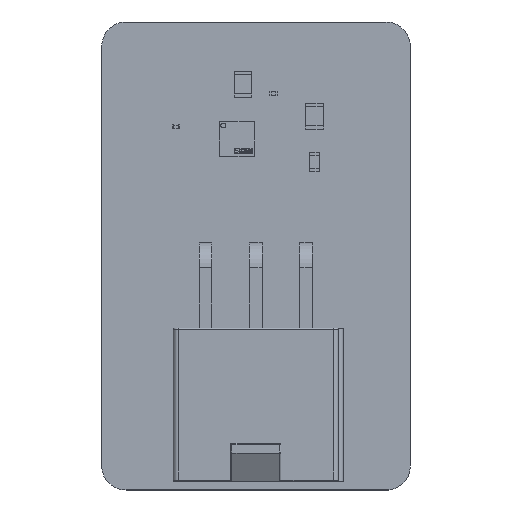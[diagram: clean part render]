
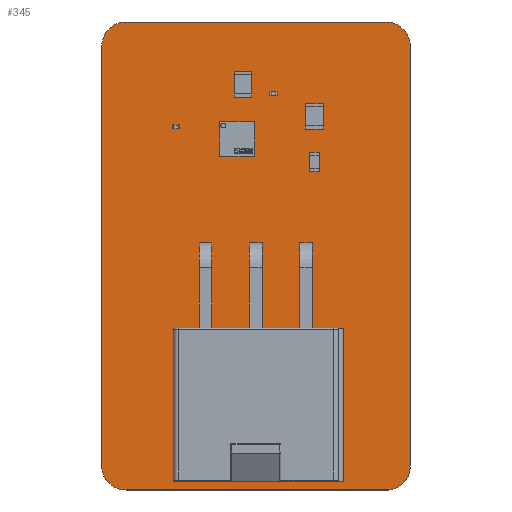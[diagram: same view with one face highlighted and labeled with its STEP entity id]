
A CAD part, top view. The second image highlights one B-rep face of the part: STEP entity #345.
In plain terms, the highlighted planar face has unit normal (0, 0, 1).
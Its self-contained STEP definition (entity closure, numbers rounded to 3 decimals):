
#80 = VERTEX_POINT('',#81);
#81 = CARTESIAN_POINT('',(2.032,0.,1.646));
#87 = EDGE_CURVE('',#80,#88,#90,.T.);
#88 = VERTEX_POINT('',#89);
#89 = CARTESIAN_POINT('',(0.,1.794,1.646));
#90 = CIRCLE('',#91,2.049);
#91 = AXIS2_PLACEMENT_3D('',#92,#93,#94);
#92 = CARTESIAN_POINT('',(2.033,2.049,1.646));
#93 = DIRECTION('',(0.,0.,-1.));
#94 = DIRECTION('',(-0.001,-1.,0.));
#122 = VERTEX_POINT('',#123);
#123 = CARTESIAN_POINT('',(24.003,0.,1.646));
#129 = EDGE_CURVE('',#122,#80,#130,.T.);
#130 = LINE('',#131,#132);
#131 = CARTESIAN_POINT('',(24.003,0.,1.646));
#132 = VECTOR('',#133,1.);
#133 = DIRECTION('',(-1.,0.,0.));
#153 = VERTEX_POINT('',#154);
#154 = CARTESIAN_POINT('',(25.788,2.015,1.646));
#160 = EDGE_CURVE('',#153,#122,#161,.T.);
#161 = CIRCLE('',#162,2.016);
#162 = AXIS2_PLACEMENT_3D('',#163,#164,#165);
#163 = CARTESIAN_POINT('',(23.772,2.003,1.646));
#164 = DIRECTION('',(0.,0.,-1.));
#165 = DIRECTION('',(1.,0.006,0.));
#186 = VERTEX_POINT('',#187);
#187 = CARTESIAN_POINT('',(25.781,37.338,1.646));
#193 = EDGE_CURVE('',#186,#153,#194,.T.);
#194 = LINE('',#195,#196);
#195 = CARTESIAN_POINT('',(25.781,37.338,1.646));
#196 = VECTOR('',#197,1.);
#197 = DIRECTION('',(0.,-1.,0.));
#217 = VERTEX_POINT('',#218);
#218 = CARTESIAN_POINT('',(23.749,39.116,1.646));
#224 = EDGE_CURVE('',#217,#186,#225,.T.);
#225 = CIRCLE('',#226,2.053);
#226 = AXIS2_PLACEMENT_3D('',#227,#228,#229);
#227 = CARTESIAN_POINT('',(23.746,37.063,1.646));
#228 = DIRECTION('',(0.,0.,-1.));
#229 = DIRECTION('',(0.001,1.,0.));
#250 = VERTEX_POINT('',#251);
#251 = CARTESIAN_POINT('',(1.794,39.116,1.646));
#257 = EDGE_CURVE('',#250,#217,#258,.T.);
#258 = LINE('',#259,#260);
#259 = CARTESIAN_POINT('',(1.794,39.116,1.646));
#260 = VECTOR('',#261,1.);
#261 = DIRECTION('',(1.,0.,0.));
#289 = VERTEX_POINT('',#290);
#290 = CARTESIAN_POINT('',(0.,37.084,1.646)
  );
#296 = EDGE_CURVE('',#289,#250,#297,.T.);
#297 = CIRCLE('',#298,2.049);
#298 = AXIS2_PLACEMENT_3D('',#299,#300,#301);
#299 = CARTESIAN_POINT('',(2.049,37.083,1.646));
#300 = DIRECTION('',(0.,0.,-1.));
#301 = DIRECTION('',(-1.,0.001,0.));
#319 = EDGE_CURVE('',#88,#289,#320,.T.);
#320 = LINE('',#321,#322);
#321 = CARTESIAN_POINT('',(0.,1.794,1.646));
#322 = VECTOR('',#323,1.);
#323 = DIRECTION('',(0.,1.,0.));
#345 = ADVANCED_FACE('',(#346),#356,.T.);
#346 = FACE_BOUND('',#347,.T.);
#347 = EDGE_LOOP('',(#348,#349,#350,#351,#352,#353,#354,#355));
#348 = ORIENTED_EDGE('',*,*,#87,.F.);
#349 = ORIENTED_EDGE('',*,*,#129,.F.);
#350 = ORIENTED_EDGE('',*,*,#160,.F.);
#351 = ORIENTED_EDGE('',*,*,#193,.F.);
#352 = ORIENTED_EDGE('',*,*,#224,.F.);
#353 = ORIENTED_EDGE('',*,*,#257,.F.);
#354 = ORIENTED_EDGE('',*,*,#296,.F.);
#355 = ORIENTED_EDGE('',*,*,#319,.F.);
#356 = PLANE('',#357);
#357 = AXIS2_PLACEMENT_3D('',#358,#359,#360);
#358 = CARTESIAN_POINT('',(0.,1.794,1.646));
#359 = DIRECTION('',(0.,0.,1.));
#360 = DIRECTION('',(1.,0.,0.));
